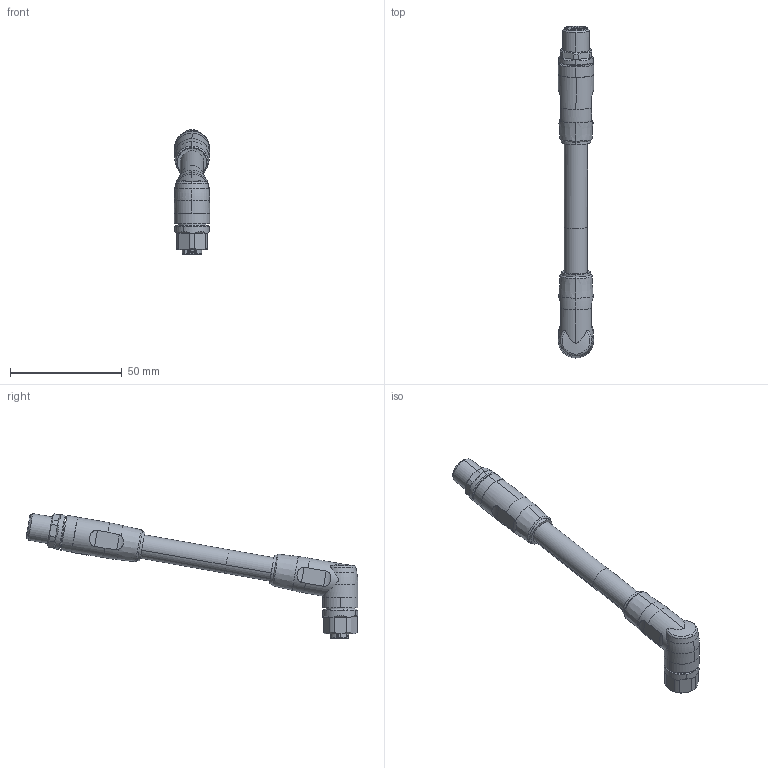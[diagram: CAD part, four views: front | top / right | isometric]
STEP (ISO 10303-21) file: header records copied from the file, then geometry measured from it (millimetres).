
FILE_DESCRIPTION(('CATIA V5 STEP Exchange','CAx-IF Rec.Pracs.--- Model Styling and Organization---1.5--- 2016-08-15','CAx-IF Rec.Pracs.---Supplemental Geometry---1.0---2011-11-01','CAx-IF Rec.Pracs.--- Composite Materials ---1.1---2010-07-15'),'2;1');
FILE_NAME ('223212-3_0', '2025-10-20T12:03:40+00:00', ('none'), ('Weidmueller'), 'CATIA Version 5-6 Release 2024 SP4', 'CATIA V5 STEP AP214 v3', 'none');
FILE_SCHEMA(('AUTOMOTIVE_DESIGN { 1 0 10303 214 1 1 1 1 }'));
Length unit declared in the file: millimetre
Products named in the file (1): 2455280000
Bounding box: 15.8 x 148.24 x 55.76 mm (x, y, z)
Volume: 23070.2 mm3; surface area: 9277.1 mm2
Topology: 1 solids, 3 shells, 821 faces, 2171 edges, 1384 vertices
Faces by surface type: plane 277, cylinder 221, torus 196, cone 77, bspline 47, sphere 3
Entity records: 27445 total; most frequent: CARTESIAN_POINT 8485, ORIENTED_EDGE 4298, DIRECTION 2861, EDGE_CURVE 2149, AXIS2_PLACEMENT_3D 1427, VERTEX_POINT 1384, EDGE_LOOP 875, ADVANCED_FACE 821
